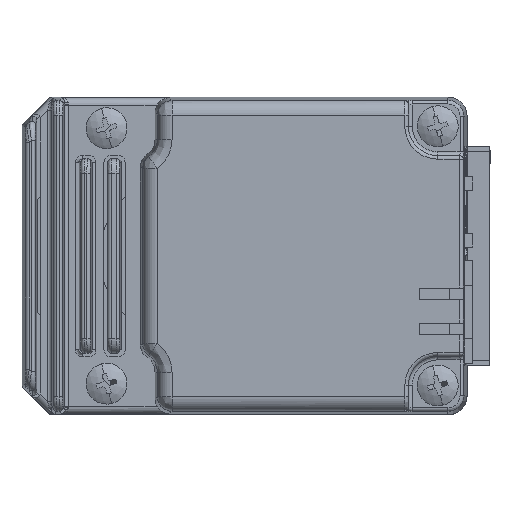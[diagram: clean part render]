
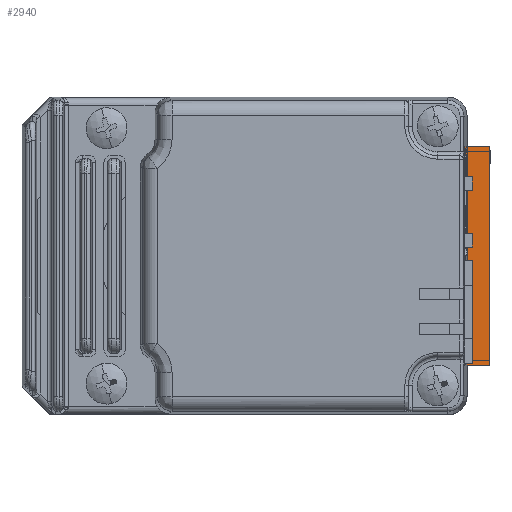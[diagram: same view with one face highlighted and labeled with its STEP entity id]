
A CAD part, front view. The second image highlights one B-rep face of the part: STEP entity #2940.
In plain terms, the highlighted planar face has unit normal (0, -1, 0).
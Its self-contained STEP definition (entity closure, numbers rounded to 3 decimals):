
#1241 = DIRECTION ( 'NONE',  ( -1., 0., 0. ) ) ;
#1277 = EDGE_CURVE ( 'NONE', #14832, #9416, #9153, .T. ) ;
#1442 = DIRECTION ( 'NONE',  ( 0., 0., 1. ) ) ;
#1449 = VECTOR ( 'NONE', #15514, 1000. ) ;
#2257 = VECTOR ( 'NONE', #1241, 1000. ) ;
#2316 = CARTESIAN_POINT ( 'NONE',  ( 33.369, -73.208, 39.5 ) ) ;
#2786 = CARTESIAN_POINT ( 'NONE',  ( 46.069, -73.208, 39.5 ) ) ;
#2940 = ADVANCED_FACE ( 'NONE', ( #3920 ), #8209, .F. ) ;
#3037 = DIRECTION ( 'NONE',  ( 0., 0., -1. ) ) ;
#3377 = DIRECTION ( 'NONE',  ( 0., 0., 1. ) ) ;
#3559 = ORIENTED_EDGE ( 'NONE', *, *, #3696, .F. ) ;
#3587 = LINE ( 'NONE', #4455, #1449 ) ;
#3696 = EDGE_CURVE ( 'NONE', #6680, #9484, #4238, .T. ) ;
#3902 = LINE ( 'NONE', #4378, #15359 ) ;
#3920 = FACE_OUTER_BOUND ( 'NONE', #8880, .T. ) ;
#4049 = EDGE_CURVE ( 'NONE', #9416, #6680, #8484, .T. ) ;
#4238 = LINE ( 'NONE', #2786, #7518 ) ;
#4378 = CARTESIAN_POINT ( 'NONE',  ( 33.369, -73.208, 69.5 ) ) ;
#4455 = CARTESIAN_POINT ( 'NONE',  ( 46.069, -73.208, 40.7 ) ) ;
#4659 = AXIS2_PLACEMENT_3D ( 'NONE', #6863, #10655, #3377 ) ;
#5035 = ORIENTED_EDGE ( 'NONE', *, *, #13335, .T. ) ;
#5052 = ORIENTED_EDGE ( 'NONE', *, *, #11190, .F. ) ;
#5073 = CARTESIAN_POINT ( 'NONE',  ( 33.369, -73.208, 40.7 ) ) ;
#5187 = VECTOR ( 'NONE', #3037, 1000. ) ;
#5864 = LINE ( 'NONE', #7630, #11867 ) ;
#6182 = VECTOR ( 'NONE', #7453, 1000. ) ;
#6680 = VERTEX_POINT ( 'NONE', #15370 ) ;
#6863 = CARTESIAN_POINT ( 'NONE',  ( 46.069, -73.208, 69.5 ) ) ;
#7302 = CARTESIAN_POINT ( 'NONE',  ( 33.369, -73.208, 69.5 ) ) ;
#7360 = LINE ( 'NONE', #7302, #6182 ) ;
#7453 = DIRECTION ( 'NONE',  ( 0., 0., -1. ) ) ;
#7518 = VECTOR ( 'NONE', #15321, 1000. ) ;
#7630 = CARTESIAN_POINT ( 'NONE',  ( 36.469, -73.208, 40.7 ) ) ;
#7676 = CARTESIAN_POINT ( 'NONE',  ( 33.369, -73.208, 68.3 ) ) ;
#8081 = DIRECTION ( 'NONE',  ( 0., 0., -1. ) ) ;
#8107 = ORIENTED_EDGE ( 'NONE', *, *, #13207, .F. ) ;
#8168 = EDGE_CURVE ( 'NONE', #13140, #12052, #15861, .T. ) ;
#8209 = PLANE ( 'NONE',  #4659 ) ;
#8323 = CARTESIAN_POINT ( 'NONE',  ( 46.069, -73.208, 69.5 ) ) ;
#8370 = ORIENTED_EDGE ( 'NONE', *, *, #1277, .F. ) ;
#8484 = LINE ( 'NONE', #10181, #5187 ) ;
#8672 = VERTEX_POINT ( 'NONE', #5073 ) ;
#8811 = CARTESIAN_POINT ( 'NONE',  ( 36.469, -73.208, 68.3 ) ) ;
#8880 = EDGE_LOOP ( 'NONE', ( #3559, #13449, #8370, #5035, #9824, #8107, #5052, #16028 ) ) ;
#8999 = CARTESIAN_POINT ( 'NONE',  ( 46.069, -73.208, 69.5 ) ) ;
#9153 = LINE ( 'NONE', #8999, #12656 ) ;
#9416 = VERTEX_POINT ( 'NONE', #8323 ) ;
#9484 = VERTEX_POINT ( 'NONE', #2316 ) ;
#9824 = ORIENTED_EDGE ( 'NONE', *, *, #8168, .F. ) ;
#9834 = VERTEX_POINT ( 'NONE', #11268 ) ;
#10181 = CARTESIAN_POINT ( 'NONE',  ( 46.069, -73.208, 69.5 ) ) ;
#10291 = DIRECTION ( 'NONE',  ( 1., 0., 0. ) ) ;
#10655 = DIRECTION ( 'NONE',  ( 0., 1., 0. ) ) ;
#11190 = EDGE_CURVE ( 'NONE', #8672, #9834, #3587, .T. ) ;
#11268 = CARTESIAN_POINT ( 'NONE',  ( 36.469, -73.208, 40.7 ) ) ;
#11867 = VECTOR ( 'NONE', #1442, 1000. ) ;
#12052 = VERTEX_POINT ( 'NONE', #7676 ) ;
#12656 = VECTOR ( 'NONE', #10291, 1000. ) ;
#12978 = CARTESIAN_POINT ( 'NONE',  ( 33.369, -73.208, 69.5 ) ) ;
#13140 = VERTEX_POINT ( 'NONE', #8811 ) ;
#13207 = EDGE_CURVE ( 'NONE', #9834, #13140, #5864, .T. ) ;
#13335 = EDGE_CURVE ( 'NONE', #14832, #12052, #3902, .T. ) ;
#13449 = ORIENTED_EDGE ( 'NONE', *, *, #4049, .F. ) ;
#14832 = VERTEX_POINT ( 'NONE', #12978 ) ;
#15274 = EDGE_CURVE ( 'NONE', #8672, #9484, #7360, .T. ) ;
#15321 = DIRECTION ( 'NONE',  ( -1., 0., 0. ) ) ;
#15359 = VECTOR ( 'NONE', #8081, 1000. ) ;
#15370 = CARTESIAN_POINT ( 'NONE',  ( 46.069, -73.208, 39.5 ) ) ;
#15514 = DIRECTION ( 'NONE',  ( 1., 0., 0. ) ) ;
#15861 = LINE ( 'NONE', #16114, #2257 ) ;
#16028 = ORIENTED_EDGE ( 'NONE', *, *, #15274, .T. ) ;
#16114 = CARTESIAN_POINT ( 'NONE',  ( 46.069, -73.208, 68.3 ) ) ;
